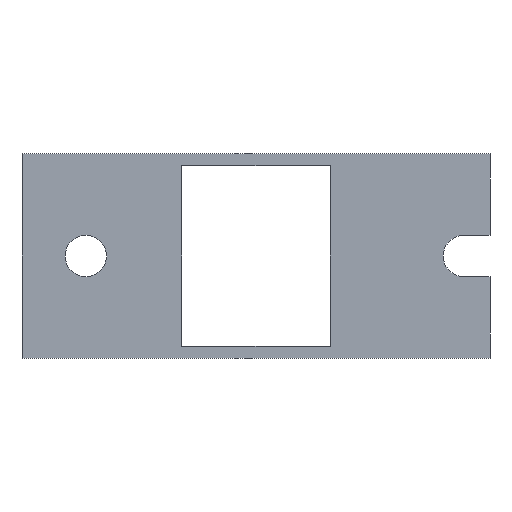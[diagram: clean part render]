
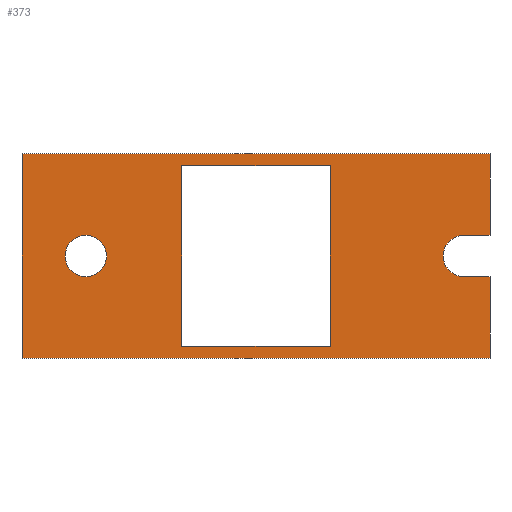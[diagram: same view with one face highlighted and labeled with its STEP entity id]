
A CAD part, front view. The second image highlights one B-rep face of the part: STEP entity #373.
In plain terms, the highlighted planar face has unit normal (0, -1, 0).
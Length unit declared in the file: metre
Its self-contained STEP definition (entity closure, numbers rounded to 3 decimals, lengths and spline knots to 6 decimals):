
#29=LINE('',#573,#63);
#32=LINE('',#579,#66);
#34=LINE('',#583,#68);
#36=LINE('',#587,#70);
#39=LINE('',#593,#73);
#41=LINE('',#597,#75);
#43=LINE('',#601,#77);
#46=LINE('',#609,#80);
#48=LINE('',#613,#82);
#50=LINE('',#617,#84);
#51=LINE('',#619,#85);
#63=VECTOR('',#459,1.);
#66=VECTOR('',#464,1.);
#68=VECTOR('',#468,1.);
#70=VECTOR('',#472,1.);
#73=VECTOR('',#477,1.);
#75=VECTOR('',#481,1.);
#77=VECTOR('',#485,1.);
#80=VECTOR('',#494,1.);
#82=VECTOR('',#498,1.);
#84=VECTOR('',#502,1.);
#85=VECTOR('',#505,1.);
#153=ORIENTED_EDGE('',*,*,#202,.T.);
#154=ORIENTED_EDGE('',*,*,#218,.F.);
#155=ORIENTED_EDGE('',*,*,#215,.F.);
#156=ORIENTED_EDGE('',*,*,#213,.F.);
#157=ORIENTED_EDGE('',*,*,#211,.T.);
#158=ORIENTED_EDGE('',*,*,#209,.T.);
#159=ORIENTED_EDGE('',*,*,#207,.F.);
#160=ORIENTED_EDGE('',*,*,#205,.T.);
#161=ORIENTED_EDGE('',*,*,#195,.T.);
#162=ORIENTED_EDGE('',*,*,#217,.F.);
#163=ORIENTED_EDGE('',*,*,#200,.F.);
#164=ORIENTED_EDGE('',*,*,#198,.T.);
#165=ORIENTED_EDGE('',*,*,#219,.T.);
#195=EDGE_CURVE('',#241,#242,#29,.T.);
#198=EDGE_CURVE('',#243,#241,#32,.T.);
#200=EDGE_CURVE('',#243,#244,#34,.T.);
#202=EDGE_CURVE('',#245,#246,#36,.T.);
#205=EDGE_CURVE('',#247,#245,#39,.T.);
#207=EDGE_CURVE('',#247,#248,#41,.T.);
#209=EDGE_CURVE('',#249,#248,#43,.T.);
#211=EDGE_CURVE('',#250,#249,#264,.T.);
#213=EDGE_CURVE('',#250,#251,#46,.T.);
#215=EDGE_CURVE('',#251,#252,#48,.T.);
#217=EDGE_CURVE('',#244,#242,#50,.T.);
#218=EDGE_CURVE('',#252,#246,#51,.T.);
#219=EDGE_CURVE('',#253,#253,#265,.T.);
#241=VERTEX_POINT('',#574);
#242=VERTEX_POINT('',#575);
#243=VERTEX_POINT('',#580);
#244=VERTEX_POINT('',#584);
#245=VERTEX_POINT('',#588);
#246=VERTEX_POINT('',#589);
#247=VERTEX_POINT('',#594);
#248=VERTEX_POINT('',#598);
#249=VERTEX_POINT('',#602);
#250=VERTEX_POINT('',#606);
#251=VERTEX_POINT('',#610);
#252=VERTEX_POINT('',#614);
#253=VERTEX_POINT('',#622);
#264=CIRCLE('',#410,0.00195);
#265=CIRCLE('',#416,0.00195);
#291=EDGE_LOOP('',(#153,#154,#155,#156,#157,#158,#159,#160));
#292=EDGE_LOOP('',(#161,#162,#163,#164));
#293=EDGE_LOOP('',(#165));
#327=FACE_BOUND('',#291,.T.);
#328=FACE_BOUND('',#292,.T.);
#329=FACE_BOUND('',#293,.T.);
#354=PLANE('',#417);
#373=ADVANCED_FACE('',(#327,#328,#329),#354,.F.);
#410=AXIS2_PLACEMENT_3D('',#605,#489,#490);
#416=AXIS2_PLACEMENT_3D('',#621,#508,#509);
#417=AXIS2_PLACEMENT_3D('',#623,#510,#511);
#459=DIRECTION('',(0.,0.,1.));
#464=DIRECTION('',(-1.,0.,0.));
#468=DIRECTION('',(0.,0.,1.));
#472=DIRECTION('',(0.,0.,-1.));
#477=DIRECTION('',(-1.,0.,0.));
#481=DIRECTION('',(0.,0.,-1.));
#485=DIRECTION('',(1.,0.,0.));
#489=DIRECTION('',(0.,1.,0.));
#490=DIRECTION('',(-1.,0.,0.));
#494=DIRECTION('',(1.,0.,0.));
#498=DIRECTION('',(0.,0.,-1.));
#502=DIRECTION('',(-1.,0.,0.));
#505=DIRECTION('',(-1.,0.,0.));
#508=DIRECTION('',(0.,1.,0.));
#509=DIRECTION('',(-1.,0.,0.));
#510=DIRECTION('',(0.,1.,0.));
#511=DIRECTION('',(-1.,0.,0.));
#573=CARTESIAN_POINT('',(-0.007,0.0275,-0.015243));
#574=CARTESIAN_POINT('',(-0.007,0.0275,-0.023743));
#575=CARTESIAN_POINT('',(-0.007,0.0275,-0.006743));
#579=CARTESIAN_POINT('',(0.,0.0275,-0.023743));
#580=CARTESIAN_POINT('',(0.007,0.0275,-0.023743));
#583=CARTESIAN_POINT('',(0.007,0.0275,-0.015243));
#584=CARTESIAN_POINT('',(0.007,0.0275,-0.006743));
#587=CARTESIAN_POINT('',(-0.022,0.0275,-0.015243));
#588=CARTESIAN_POINT('',(-0.022,0.0275,-0.005643));
#589=CARTESIAN_POINT('',(-0.022,0.0275,-0.024843));
#593=CARTESIAN_POINT('',(0.,0.0275,-0.005643));
#594=CARTESIAN_POINT('',(0.022,0.0275,-0.005643));
#597=CARTESIAN_POINT('',(0.022,0.0275,-0.009468));
#598=CARTESIAN_POINT('',(0.022,0.0275,-0.013293));
#601=CARTESIAN_POINT('',(0.020775,0.0275,-0.013293));
#602=CARTESIAN_POINT('',(0.01955,0.0275,-0.013293));
#605=CARTESIAN_POINT('',(0.01955,0.0275,-0.015243));
#606=CARTESIAN_POINT('',(0.01955,0.0275,-0.017193));
#609=CARTESIAN_POINT('',(0.020775,0.0275,-0.017193));
#610=CARTESIAN_POINT('',(0.022,0.0275,-0.017193));
#613=CARTESIAN_POINT('',(0.022,0.0275,-0.021018));
#614=CARTESIAN_POINT('',(0.022,0.0275,-0.024843));
#617=CARTESIAN_POINT('',(0.,0.0275,-0.006743));
#619=CARTESIAN_POINT('',(0.,0.0275,-0.024843));
#621=CARTESIAN_POINT('',(-0.016,0.0275,-0.015243));
#622=CARTESIAN_POINT('',(-0.01795,0.0275,-0.015243));
#623=CARTESIAN_POINT('',(0.006,0.0275,-0.015243));
